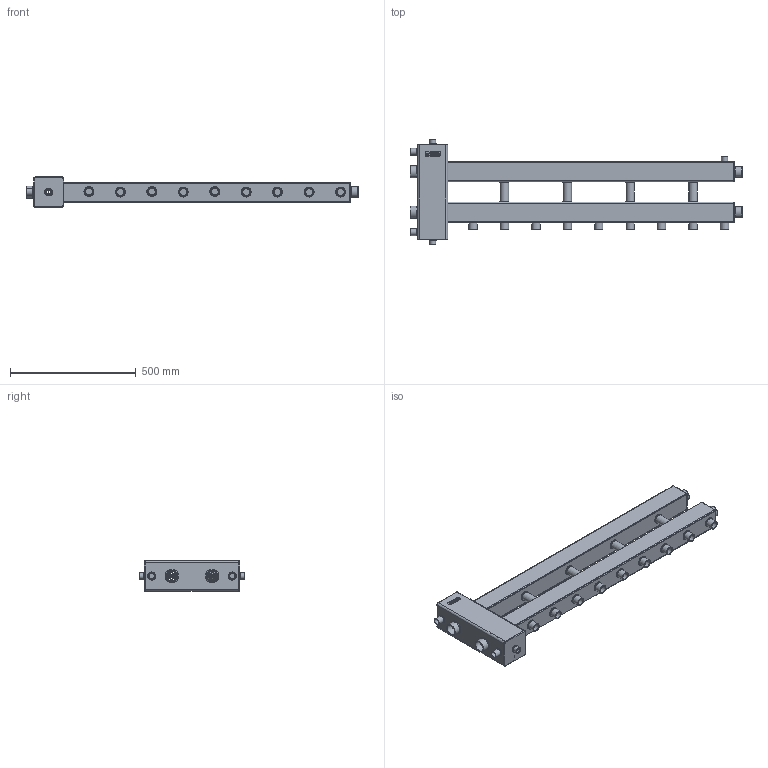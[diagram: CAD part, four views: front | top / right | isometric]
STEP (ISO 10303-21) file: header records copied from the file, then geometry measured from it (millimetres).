
FILE_DESCRIPTION(('STEP AP203'), '1');
FILE_NAME('BMSS-150-5D.10', '', ('UNSPECIFIED'), ('UNSPECIFIED'), 'ASCON STEP Converter 1.6', 'ASCON Math Kernel', '');
FILE_SCHEMA(('CONFIG_CONTROL_DESIGN'));
Length unit declared in the file: millimetre
Bounding box: 1319 x 421 x 120.55 mm (x, y, z)
Volume: 2523934.1 mm3; surface area: 2057874.3 mm2
Topology: 1 solids, 1 shells, 826 faces, 2171 edges, 1413 vertices
Faces by surface type: cylinder 335, plane 209, bspline 171, cone 69, torus 42
Full cylindrical faces by diameter (mm): 7.5 x210, 17.071 x3, 22 x2, 24 x3, 25 x5, 26.8 x2, 27.5 x9, 30 x5, 33.5 x17, 34 x8, 36.3 x2, 40 x2, 42 x2, 42.3 x2, 46 x2, 48 x2, 72 x2
Entity records: 35654 total; most frequent: CARTESIAN_POINT 9863, ORIENTED_EDGE 3610, DIRECTION 3420, EDGE_CURVE 1805, EDGE_LOOP 1734, AXIS2_PLACEMENT_3D 1458, VERTEX_POINT 1413, FACE_BOUND 1040
